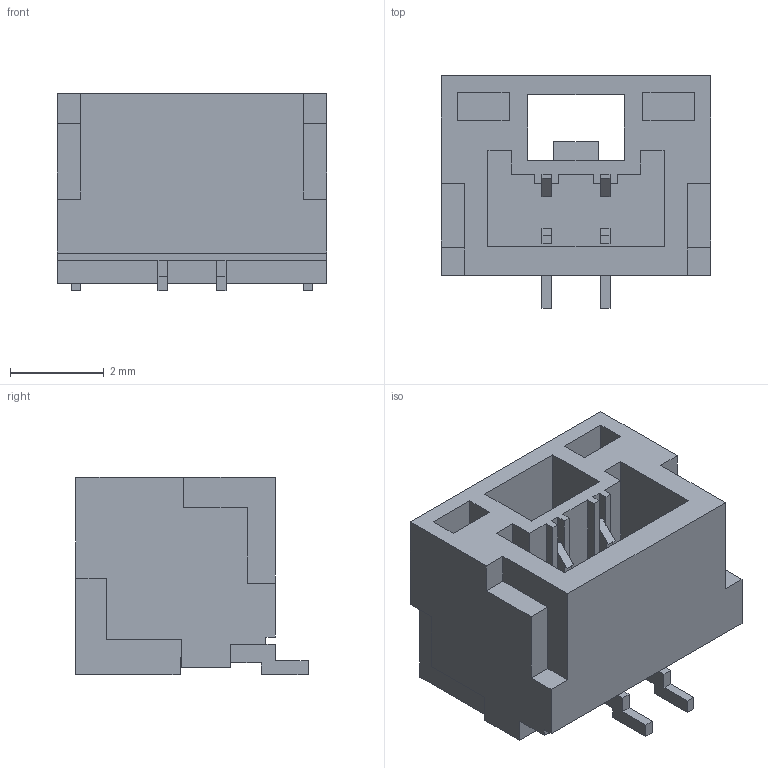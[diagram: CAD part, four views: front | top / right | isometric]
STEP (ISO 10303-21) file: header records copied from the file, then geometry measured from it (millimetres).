
FILE_DESCRIPTION(/* description */ ('model of JST_GH_BM02B-GHS-TBT_1x02-1MP_P1.25mm_Vertical'),/* implementation_level */ '2;1');
FILE_NAME(/* name */ 'JST_GH_BM02B-GHS-TBT_1x02-1MP_P1.25mm_Vertical.step',/* time_stamp */ '2018-12-04T17:24:35',/* author */ ('Frank Severinsen',''),/* organization */ (''),/* preprocessor_version */ '',/* originating_system */ '',/* authorisation */ '');
FILE_SCHEMA(('AUTOMOTIVE_DESIGN { 1 0 10303 214 1 1 1 1 }'));
Length unit declared in the file: millimetre
Products named in the file (1): JST_BM02B_GHS_TBT
Bounding box: 5.75 x 4.95 x 4.2 mm (x, y, z)
Volume: 64.5 mm3; surface area: 206.7 mm2
Topology: 1 solids, 1 shells, 131 faces, 365 edges, 242 vertices
Faces by surface type: plane 131
Entity records: 2662 total; most frequent: ORIENTED_EDGE 559, EDGE_CURVE 365, LINE 335, CARTESIAN_POINT 308, VERTEX_POINT 242, FACE_BOUND 139, EDGE_LOOP 139, ADVANCED_FACE 131
